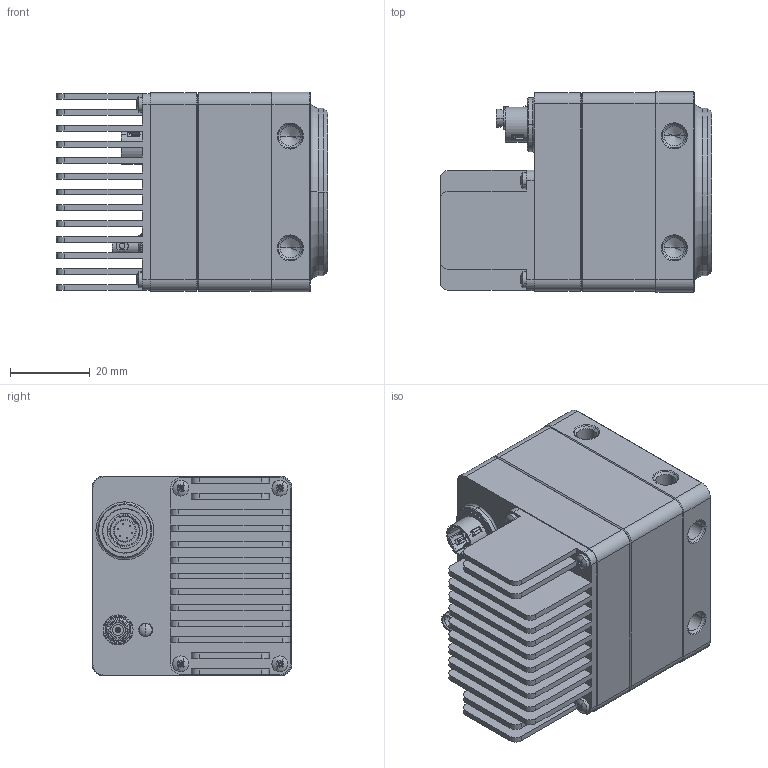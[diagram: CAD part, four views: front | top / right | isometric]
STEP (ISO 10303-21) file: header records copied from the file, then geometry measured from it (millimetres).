
FILE_DESCRIPTION((''),'2;1');
FILE_NAME('0-DH9-RDI000146-0005_ASM','2025-04-01T20:58:46',('25338'),(''),'CREO PARAMETRIC BY PTC INC, 2020184','CREO PARAMETRIC BY PTC INC, 2020184','');
FILE_SCHEMA(('CONFIG_CONTROL_DESIGN','SHAPE_APPEARANCE_LAYERS_GROUPS'));
Products named in the file (20): DH3-RDI000146-6300; DH3-1798-2128; DH0-000-2256; DH3-1798-9008; DH9-RDI000146-2200; DH3-RDI000146-V011_ASM; DH3-RDI000146-6202; DH3-RDI000146-V012_ASM; HR-PCB-0460-00-BJ-00_ASM; 1-2-17-01-10024; HR-PCB-0459-00-BM-KU3P-00_ASM; DH3-RDI000146-6007; 1-2-54-14-10408-000; DH3-0195-2000; DH0-000-70499; DH3-RDI000146-6306; 1-2-17-04-10004; DH3-RDI000146-V010_ASM; DH0-000-2514; 0-DH9-RDI000146-0005_ASM
Assembly tree (26 placements, depth 4):
  0-DH9-RDI000146-0005_ASM
    DH3-RDI000146-V011_ASM
      DH3-RDI000146-6300
      DH3-1798-2128
      DH0-000-2256  x2
      DH3-1798-9008
      DH9-RDI000146-2200
    DH3-RDI000146-V012_ASM
      DH3-RDI000146-6202
    DH3-RDI000146-V010_ASM
      HR-PCB-0460-00-BJ-00_ASM
      HR-PCB-0459-00-BM-KU3P-00_ASM
        1-2-17-01-10024
      DH3-RDI000146-6007
      1-2-54-14-10408-000  x4
      DH3-0195-2000
      DH0-000-70499
      DH3-RDI000146-6306
      1-2-17-04-10004
    DH0-000-2514  x4
Bounding box: 67.8 x 50 x 50 mm (x, y, z)
Volume: 116477.1 mm3; surface area: 54726.9 mm2
Topology: 22 solids, 61 shells, 1791 faces, 4785 edges, 3073 vertices
Faces by surface type: plane 863, cylinder 571, cone 235, torus 52, sphere 34, bspline 32, extrusion 4
Entity records: 64332 total; most frequent: CARTESIAN_POINT 12918, DIRECTION 7977, ORIENTED_EDGE 7916, PRESENTATION_STYLE_ASSIGNMENT 4113, STYLED_ITEM 4062, CURVE_STYLE 4016, EDGE_CURVE 4016, AXIS2_PLACEMENT_3D 2864
